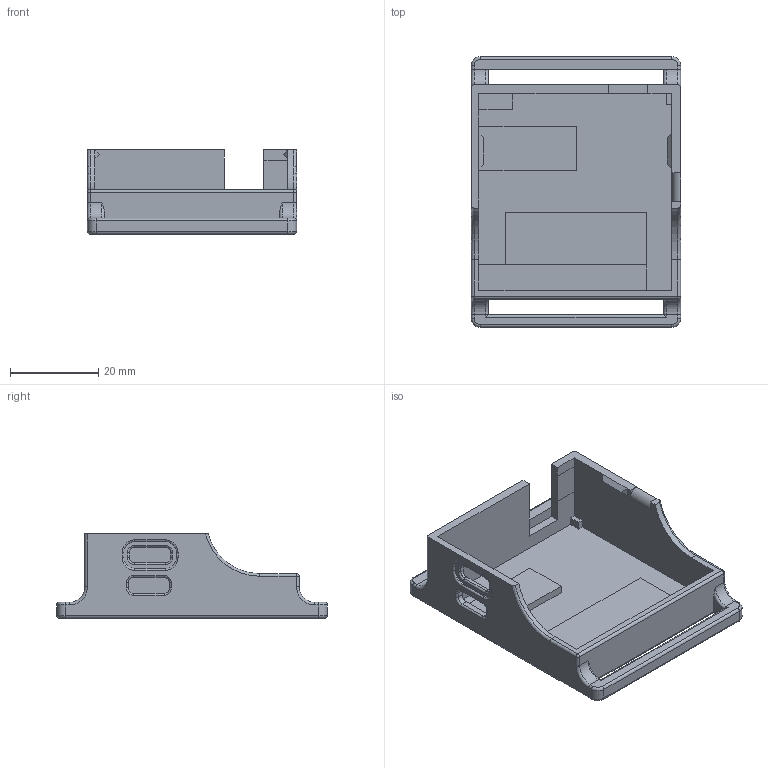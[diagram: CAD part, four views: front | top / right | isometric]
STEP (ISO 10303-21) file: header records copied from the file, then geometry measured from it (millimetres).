
FILE_DESCRIPTION(/* description */ (''),/* implementation_level */ '2;1');
FILE_NAME(/* name */ 'AceStacksCasev1.1.step',/* time_stamp */ '2024-01-23T10:45:31-05:00',/* author */ (''),/* organization */ (''),/* preprocessor_version */ 'ST-DEVELOPER v20',/* originating_system */ 'Autodesk Translation Framework v12.14.0.127',/* authorisation */ '');
FILE_SCHEMA (('AUTOMOTIVE_DESIGN { 1 0 10303 214 3 1 1 }'));
Length unit declared in the file: millimetre
Products named in the file (1): AceStacksCase
Bounding box: 47.44 x 61.38 x 19.1 mm (x, y, z)
Volume: 9668.3 mm3; surface area: 11056.4 mm2
Topology: 1 solids, 1 shells, 165 faces, 415 edges, 251 vertices
Faces by surface type: plane 69, cylinder 64, torus 30, sphere 2
Entity records: 4957 total; most frequent: DIRECTION 891, CARTESIAN_POINT 862, ORIENTED_EDGE 830, EDGE_CURVE 415, AXIS2_PLACEMENT_3D 316, LINE 259, VECTOR 259, VERTEX_POINT 251
